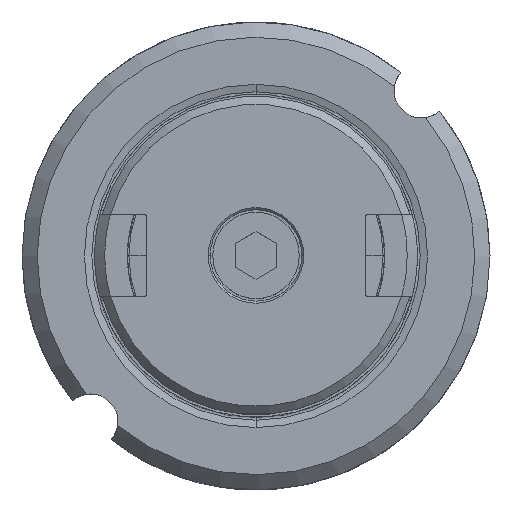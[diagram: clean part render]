
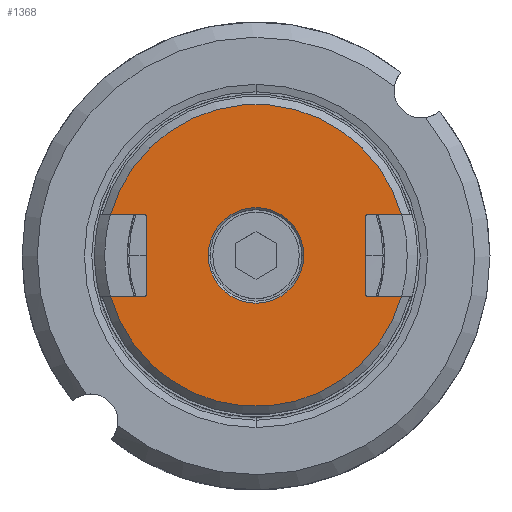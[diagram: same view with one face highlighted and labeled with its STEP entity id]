
A CAD part, top view. The second image highlights one B-rep face of the part: STEP entity #1368.
In plain terms, the highlighted planar face has unit normal (0, 0, 1).
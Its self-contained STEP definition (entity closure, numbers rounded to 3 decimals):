
#979=FACE_BOUND('',#4308,.T.);
#980=FACE_BOUND('',#4309,.T.);
#1368=ADVANCED_FACE('',(#979,#980),#2334,.T.);
#2334=PLANE('',#20950);
#4308=EDGE_LOOP('',(#6654,#6655,#6656,#6657,#6658,#6659,#6660,#6661,#6662,
#6663,#6664,#6665));
#4309=EDGE_LOOP('',(#6666,#6667));
#5444=CIRCLE('',#20938,0.2);
#5445=CIRCLE('',#20941,0.2);
#5446=CIRCLE('',#20944,14.85);
#5447=CIRCLE('',#20945,0.2);
#5448=CIRCLE('',#20946,0.2);
#5449=CIRCLE('',#20947,14.85);
#5450=CIRCLE('',#20948,4.7);
#5451=CIRCLE('',#20949,4.7);
#6654=ORIENTED_EDGE('',*,*,#14118,.F.);
#6655=ORIENTED_EDGE('',*,*,#14123,.F.);
#6656=ORIENTED_EDGE('',*,*,#14124,.F.);
#6657=ORIENTED_EDGE('',*,*,#14125,.T.);
#6658=ORIENTED_EDGE('',*,*,#14126,.F.);
#6659=ORIENTED_EDGE('',*,*,#14127,.T.);
#6660=ORIENTED_EDGE('',*,*,#14128,.F.);
#6661=ORIENTED_EDGE('',*,*,#14129,.T.);
#6662=ORIENTED_EDGE('',*,*,#14130,.F.);
#6663=ORIENTED_EDGE('',*,*,#14109,.F.);
#6664=ORIENTED_EDGE('',*,*,#14114,.F.);
#6665=ORIENTED_EDGE('',*,*,#14116,.F.);
#6666=ORIENTED_EDGE('',*,*,#14131,.F.);
#6667=ORIENTED_EDGE('',*,*,#14132,.F.);
#12017=VERTEX_POINT('',#28516);
#12018=VERTEX_POINT('',#28517);
#12021=VERTEX_POINT('',#28534);
#12022=VERTEX_POINT('',#28538);
#12023=VERTEX_POINT('',#28542);
#12026=VERTEX_POINT('',#28558);
#12027=VERTEX_POINT('',#28562);
#12028=VERTEX_POINT('',#28564);
#12029=VERTEX_POINT('',#28566);
#12030=VERTEX_POINT('',#28568);
#12031=VERTEX_POINT('',#28570);
#12032=VERTEX_POINT('',#28572);
#12033=VERTEX_POINT('',#28575);
#12034=VERTEX_POINT('',#28576);
#14109=EDGE_CURVE('',#12017,#12018,#16863,.T.);
#14114=EDGE_CURVE('',#12021,#12017,#5444,.T.);
#14116=EDGE_CURVE('',#12022,#12021,#16867,.T.);
#14118=EDGE_CURVE('',#12023,#12022,#5445,.T.);
#14123=EDGE_CURVE('',#12026,#12023,#16871,.T.);
#14124=EDGE_CURVE('',#12027,#12026,#5446,.T.);
#14125=EDGE_CURVE('',#12027,#12028,#16872,.T.);
#14126=EDGE_CURVE('',#12029,#12028,#5447,.T.);
#14127=EDGE_CURVE('',#12029,#12030,#16873,.T.);
#14128=EDGE_CURVE('',#12031,#12030,#5448,.T.);
#14129=EDGE_CURVE('',#12031,#12032,#16874,.T.);
#14130=EDGE_CURVE('',#12018,#12032,#5449,.T.);
#14131=EDGE_CURVE('',#12033,#12034,#5450,.T.);
#14132=EDGE_CURVE('',#12034,#12033,#5451,.T.);
#16863=LINE('',#28515,#18653);
#16867=LINE('',#28537,#18657);
#16871=LINE('',#28559,#18661);
#16872=LINE('',#28563,#18662);
#16873=LINE('',#28567,#18663);
#16874=LINE('',#28571,#18664);
#18653=VECTOR('',#23299,1.);
#18657=VECTOR('',#23309,1.);
#18661=VECTOR('',#23319,1.);
#18662=VECTOR('',#23324,1.);
#18663=VECTOR('',#23327,1.);
#18664=VECTOR('',#23330,1.);
#20938=AXIS2_PLACEMENT_3D('',#28533,#23304,#23305);
#20941=AXIS2_PLACEMENT_3D('',#28541,#23313,#23314);
#20944=AXIS2_PLACEMENT_3D('',#28561,#23322,#23323);
#20945=AXIS2_PLACEMENT_3D('',#28565,#23325,#23326);
#20946=AXIS2_PLACEMENT_3D('',#28569,#23328,#23329);
#20947=AXIS2_PLACEMENT_3D('',#28573,#23331,#23332);
#20948=AXIS2_PLACEMENT_3D('',#28574,#23333,#23334);
#20949=AXIS2_PLACEMENT_3D('',#28577,#23335,#23336);
#20950=AXIS2_PLACEMENT_3D('',#28578,#23337,#23338);
#23299=DIRECTION('',(-1.,0.,0.));
#23304=DIRECTION('',(0.,0.,1.));
#23305=DIRECTION('',(1.,0.,0.));
#23309=DIRECTION('',(0.,1.,0.));
#23313=DIRECTION('',(0.,0.,1.));
#23314=DIRECTION('',(0.,-1.,0.));
#23319=DIRECTION('',(1.,0.,0.));
#23322=DIRECTION('',(0.,0.,-1.));
#23323=DIRECTION('',(0.963,-0.27,0.));
#23324=DIRECTION('',(-1.,0.,0.));
#23325=DIRECTION('',(0.,0.,1.));
#23326=DIRECTION('',(-1.,0.,0.));
#23327=DIRECTION('',(0.,1.,0.));
#23328=DIRECTION('',(0.,0.,1.));
#23329=DIRECTION('',(0.,1.,0.));
#23330=DIRECTION('',(1.,0.,0.));
#23331=DIRECTION('',(0.,0.,-1.));
#23332=DIRECTION('',(-0.963,0.27,0.));
#23333=DIRECTION('',(0.,0.,1.));
#23334=DIRECTION('',(1.,0.,0.));
#23335=DIRECTION('',(0.,0.,1.));
#23336=DIRECTION('',(-1.,0.,0.));
#23337=DIRECTION('',(0.,0.,1.));
#23338=DIRECTION('',(-1.,0.,0.));
#28515=CARTESIAN_POINT('',(-10.95,4.004,31.));
#28516=CARTESIAN_POINT('',(-10.95,4.004,31.));
#28517=CARTESIAN_POINT('',(-14.3,4.004,31.));
#28533=CARTESIAN_POINT('',(-10.95,3.804,31.));
#28534=CARTESIAN_POINT('',(-10.75,3.804,31.));
#28537=CARTESIAN_POINT('',(-10.75,-3.804,31.));
#28538=CARTESIAN_POINT('',(-10.75,-3.804,31.));
#28541=CARTESIAN_POINT('',(-10.95,-3.804,31.));
#28542=CARTESIAN_POINT('',(-10.95,-4.004,31.));
#28558=CARTESIAN_POINT('',(-14.3,-4.004,31.));
#28559=CARTESIAN_POINT('',(-14.3,-4.004,31.));
#28561=CARTESIAN_POINT('',(0.,0.,31.));
#28562=CARTESIAN_POINT('',(14.3,-4.004,31.));
#28563=CARTESIAN_POINT('',(14.3,-4.004,31.));
#28564=CARTESIAN_POINT('',(10.95,-4.004,31.));
#28565=CARTESIAN_POINT('',(10.95,-3.804,31.));
#28566=CARTESIAN_POINT('',(10.75,-3.804,31.));
#28567=CARTESIAN_POINT('',(10.75,-3.804,31.));
#28568=CARTESIAN_POINT('',(10.75,3.804,31.));
#28569=CARTESIAN_POINT('',(10.95,3.804,31.));
#28570=CARTESIAN_POINT('',(10.95,4.004,31.));
#28571=CARTESIAN_POINT('',(10.95,4.004,31.));
#28572=CARTESIAN_POINT('',(14.3,4.004,31.));
#28573=CARTESIAN_POINT('',(0.,0.,31.));
#28574=CARTESIAN_POINT('',(0.,0.,31.));
#28575=CARTESIAN_POINT('',(4.7,0.,31.));
#28576=CARTESIAN_POINT('',(-4.7,0.,31.));
#28577=CARTESIAN_POINT('',(0.,0.,31.));
#28578=CARTESIAN_POINT('',(0.,0.,31.));
